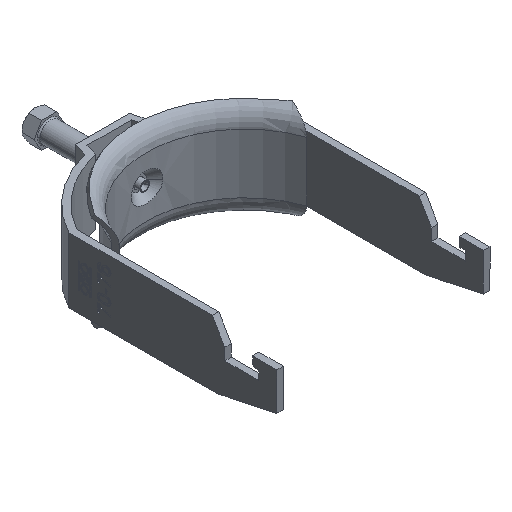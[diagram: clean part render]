
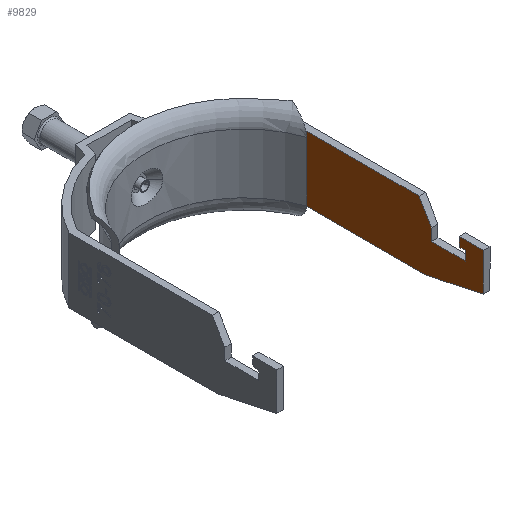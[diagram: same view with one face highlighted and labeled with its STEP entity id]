
A CAD part, isometric view. The second image highlights one B-rep face of the part: STEP entity #9829.
In plain terms, the highlighted planar face has unit normal (-1, 0, 0).
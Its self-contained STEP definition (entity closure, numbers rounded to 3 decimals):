
#85 = VERTEX_POINT ( 'NONE', #8805 ) ;
#205 = DIRECTION ( 'NONE',  ( 0., 0., 1. ) ) ;
#319 = DIRECTION ( 'NONE',  ( 0., 0.5, 0.866 ) ) ;
#389 = CARTESIAN_POINT ( 'NONE',  ( 38.5, -88., -0.25 ) ) ;
#431 = VECTOR ( 'NONE', #9408, 1000. ) ;
#436 = LINE ( 'NONE', #2191, #593 ) ;
#466 = DIRECTION ( 'NONE',  ( 0., 0., 1. ) ) ;
#570 = DIRECTION ( 'NONE',  ( 0., 0., 1. ) ) ;
#593 = VECTOR ( 'NONE', #9181, 1000. ) ;
#605 = ORIENTED_EDGE ( 'NONE', *, *, #8431, .T. ) ;
#628 = CARTESIAN_POINT ( 'NONE',  ( 38.5, -108., 6.75 ) ) ;
#634 = LINE ( 'NONE', #1418, #2167 ) ;
#765 = DIRECTION ( 'NONE',  ( 0., 0., -1. ) ) ;
#973 = VERTEX_POINT ( 'NONE', #6658 ) ;
#1022 = LINE ( 'NONE', #8153, #1853 ) ;
#1418 = CARTESIAN_POINT ( 'NONE',  ( 38.5, -28.699, -12.5 ) ) ;
#1462 = ORIENTED_EDGE ( 'NONE', *, *, #5218, .T. ) ;
#1465 = PLANE ( 'NONE',  #2780 ) ;
#1782 = EDGE_CURVE ( 'NONE', #11230, #85, #634, .T. ) ;
#1784 = CARTESIAN_POINT ( 'NONE',  ( 38.5, -147., 6.75 ) ) ;
#1842 = CARTESIAN_POINT ( 'NONE',  ( 38.5, -101., -0.25 ) ) ;
#1848 = ORIENTED_EDGE ( 'NONE', *, *, #2758, .T. ) ;
#1853 = VECTOR ( 'NONE', #319, 1000. ) ;
#2126 = ORIENTED_EDGE ( 'NONE', *, *, #10756, .T. ) ;
#2167 = VECTOR ( 'NONE', #570, 1000. ) ;
#2183 = VECTOR ( 'NONE', #5282, 1000. ) ;
#2191 = CARTESIAN_POINT ( 'NONE',  ( 38.5, -147., -0.25 ) ) ;
#2377 = CARTESIAN_POINT ( 'NONE',  ( 38.5, -101., 3.25 ) ) ;
#2455 = ORIENTED_EDGE ( 'NONE', *, *, #5484, .T. ) ;
#2681 = VERTEX_POINT ( 'NONE', #2377 ) ;
#2685 = LINE ( 'NONE', #4180, #8481 ) ;
#2748 = LINE ( 'NONE', #1784, #2183 ) ;
#2758 = EDGE_CURVE ( 'NONE', #4165, #5026, #2748, .T. ) ;
#2780 = AXIS2_PLACEMENT_3D ( 'NONE', #10160, #4889, #7408 ) ;
#2796 = DIRECTION ( 'NONE',  ( 0., -1., 0. ) ) ;
#2851 = CARTESIAN_POINT ( 'NONE',  ( 38.5, -147., 3.25 ) ) ;
#3662 = CARTESIAN_POINT ( 'NONE',  ( 38.5, -98.6, 6.75 ) ) ;
#3850 = ORIENTED_EDGE ( 'NONE', *, *, #1782, .F. ) ;
#4022 = LINE ( 'NONE', #4133, #9385 ) ;
#4133 = CARTESIAN_POINT ( 'NONE',  ( 38.5, -147., 12.5 ) ) ;
#4138 = VERTEX_POINT ( 'NONE', #389 ) ;
#4165 = VERTEX_POINT ( 'NONE', #628 ) ;
#4180 = CARTESIAN_POINT ( 'NONE',  ( 38.5, -101., -12.5 ) ) ;
#4250 = VECTOR ( 'NONE', #205, 1000. ) ;
#4615 = CARTESIAN_POINT ( 'NONE',  ( 38.5, -98.906, 3.25 ) ) ;
#4708 = EDGE_CURVE ( 'NONE', #973, #4165, #6482, .T. ) ;
#4887 = DIRECTION ( 'NONE',  ( 0., -0.087, -0.996 ) ) ;
#4889 = DIRECTION ( 'NONE',  ( -1., 0., 0. ) ) ;
#4934 = ORIENTED_EDGE ( 'NONE', *, *, #4708, .T. ) ;
#4939 = EDGE_CURVE ( 'NONE', #9109, #973, #10272, .T. ) ;
#4945 = LINE ( 'NONE', #7461, #10302 ) ;
#5026 = VERTEX_POINT ( 'NONE', #3662 ) ;
#5218 = EDGE_CURVE ( 'NONE', #6171, #2681, #8873, .T. ) ;
#5282 = DIRECTION ( 'NONE',  ( 0., 1., 0. ) ) ;
#5484 = EDGE_CURVE ( 'NONE', #4138, #9812, #8235, .T. ) ;
#5502 = EDGE_LOOP ( 'NONE', ( #6043, #9165, #4934, #1848, #2126, #1462, #6851, #605, #2455, #6342, #10863, #3850 ) ) ;
#5563 = VERTEX_POINT ( 'NONE', #8467 ) ;
#5879 = CARTESIAN_POINT ( 'NONE',  ( 38.5, -85.761, -12.5 ) ) ;
#6043 = ORIENTED_EDGE ( 'NONE', *, *, #11318, .F. ) ;
#6171 = VERTEX_POINT ( 'NONE', #4615 ) ;
#6310 = CARTESIAN_POINT ( 'NONE',  ( 38.5, -108., -12.5 ) ) ;
#6342 = ORIENTED_EDGE ( 'NONE', *, *, #8267, .T. ) ;
#6482 = LINE ( 'NONE', #6310, #4250 ) ;
#6658 = CARTESIAN_POINT ( 'NONE',  ( 38.5, -108., -7.773 ) ) ;
#6701 = DIRECTION ( 'NONE',  ( 0., 1., 0. ) ) ;
#6850 = CARTESIAN_POINT ( 'NONE',  ( 38.5, -147., -12.5 ) ) ;
#6851 = ORIENTED_EDGE ( 'NONE', *, *, #11092, .T. ) ;
#7016 = DIRECTION ( 'NONE',  ( 0., 1., 0. ) ) ;
#7285 = VECTOR ( 'NONE', #466, 1000. ) ;
#7408 = DIRECTION ( 'NONE',  ( 0., 1., 0. ) ) ;
#7461 = CARTESIAN_POINT ( 'NONE',  ( 38.5, -100.639, -16.556 ) ) ;
#7463 = FACE_OUTER_BOUND ( 'NONE', #5502, .T. ) ;
#7938 = VECTOR ( 'NONE', #7016, 1000. ) ;
#8153 = CARTESIAN_POINT ( 'NONE',  ( 38.5, -110.003, -33.86 ) ) ;
#8235 = LINE ( 'NONE', #9262, #7285 ) ;
#8267 = EDGE_CURVE ( 'NONE', #9812, #5563, #1022, .T. ) ;
#8270 = CARTESIAN_POINT ( 'NONE',  ( 38.5, -88., 4.25 ) ) ;
#8431 = EDGE_CURVE ( 'NONE', #10908, #4138, #436, .T. ) ;
#8467 = CARTESIAN_POINT ( 'NONE',  ( 38.5, -83.237, 12.5 ) ) ;
#8481 = VECTOR ( 'NONE', #765, 1000. ) ;
#8581 = LINE ( 'NONE', #6850, #7938 ) ;
#8805 = CARTESIAN_POINT ( 'NONE',  ( 38.5, -28.699, 12.5 ) ) ;
#8873 = LINE ( 'NONE', #2851, #9886 ) ;
#9109 = VERTEX_POINT ( 'NONE', #5879 ) ;
#9165 = ORIENTED_EDGE ( 'NONE', *, *, #4939, .T. ) ;
#9181 = DIRECTION ( 'NONE',  ( 0., 1., 0. ) ) ;
#9262 = CARTESIAN_POINT ( 'NONE',  ( 38.5, -88., -12.5 ) ) ;
#9385 = VECTOR ( 'NONE', #6701, 1000. ) ;
#9408 = DIRECTION ( 'NONE',  ( 0., -0.978, 0.208 ) ) ;
#9812 = VERTEX_POINT ( 'NONE', #8270 ) ;
#9829 = ADVANCED_FACE ( 'NONE', ( #7463 ), #1465, .T. ) ;
#9886 = VECTOR ( 'NONE', #2796, 1000. ) ;
#10160 = CARTESIAN_POINT ( 'NONE',  ( 38.5, -147., -12.5 ) ) ;
#10272 = LINE ( 'NONE', #10519, #431 ) ;
#10302 = VECTOR ( 'NONE', #4887, 1000. ) ;
#10519 = CARTESIAN_POINT ( 'NONE',  ( 38.5, -144.353, -0.046 ) ) ;
#10692 = EDGE_CURVE ( 'NONE', #5563, #85, #4022, .T. ) ;
#10756 = EDGE_CURVE ( 'NONE', #5026, #6171, #4945, .T. ) ;
#10863 = ORIENTED_EDGE ( 'NONE', *, *, #10692, .T. ) ;
#10908 = VERTEX_POINT ( 'NONE', #1842 ) ;
#10911 = CARTESIAN_POINT ( 'NONE',  ( 38.5, -28.699, -12.5 ) ) ;
#11092 = EDGE_CURVE ( 'NONE', #2681, #10908, #2685, .T. ) ;
#11230 = VERTEX_POINT ( 'NONE', #10911 ) ;
#11318 = EDGE_CURVE ( 'NONE', #9109, #11230, #8581, .T. ) ;
